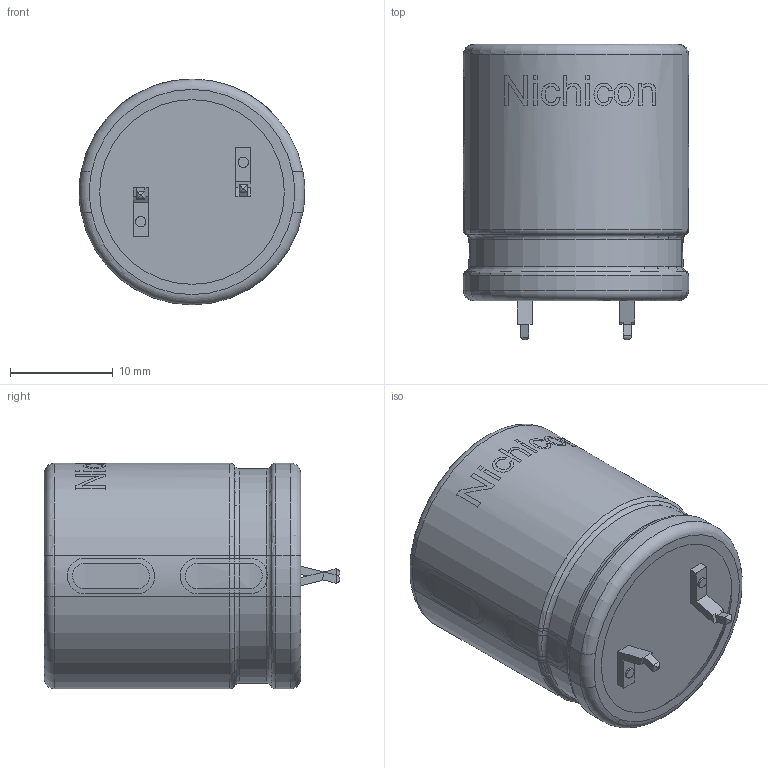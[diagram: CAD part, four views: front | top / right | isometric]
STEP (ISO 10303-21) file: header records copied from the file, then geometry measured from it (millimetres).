
FILE_DESCRIPTION(/* description */ (''),/* implementation_level */ '2;1');
FILE_NAME(/* name */ '22 v3.step',/* time_stamp */ '2019-11-05T01:50:00+02:00',/* author */ (''),/* organization */ (''),/* preprocessor_version */ 'ST-DEVELOPER v18',/* originating_system */ 'Autodesk Translation Framework v8.9.1.1155',/* authorisation */ '');
FILE_SCHEMA (('AUTOMOTIVE_DESIGN { 1 0 10303 214 3 1 1 }'));
Length unit declared in the file: millimetre
Products named in the file (1): CAP 25/22
Bounding box: 22 x 28.8 x 22 mm (x, y, z)
Volume: 8788.8 mm3; surface area: 3332.7 mm2
Topology: 11 solids, 11 shells, 387 faces, 1001 edges, 655 vertices
Faces by surface type: plane 161, bspline 140, cylinder 45, torus 39, cone 2
Full cylindrical faces by diameter (mm): 1 x2
Entity records: 16205 total; most frequent: CARTESIAN_POINT 7586, ORIENTED_EDGE 2002, DIRECTION 1314, EDGE_CURVE 1001, VERTEX_POINT 655, LINE 506, VECTOR 506, EDGE_LOOP 408
